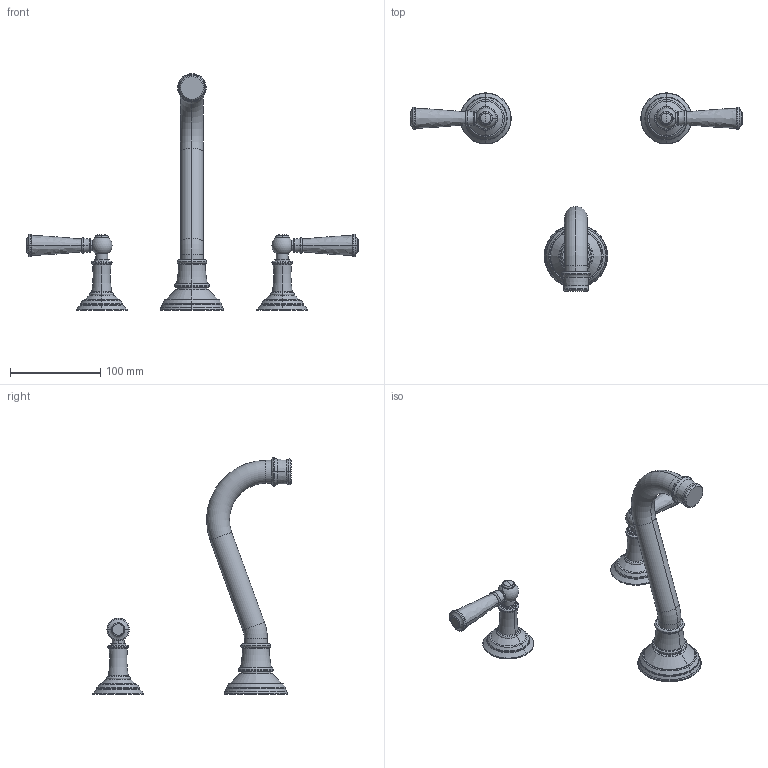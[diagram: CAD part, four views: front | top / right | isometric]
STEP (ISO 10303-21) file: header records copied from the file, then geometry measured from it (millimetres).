
FILE_DESCRIPTION((''),'2;1');
FILE_NAME('3-2475_SW0001','2020-12-01T16:18:16',('rsmith'),(''),'CREO PARAMETRIC BY PTC INC, 2018400','CREO PARAMETRIC BY PTC INC, 2018400','');
FILE_SCHEMA(('AUTOMOTIVE_DESIGN { 1 0 10303 214 1 1 1 1 }'));
Length unit declared in the file: inch
Products named in the file (1): 3-2475_SW0001
Bounding box: 367.67 x 219.91 x 262.19 mm (x, y, z)
Volume: 351747.5 mm3; surface area: 64564.6 mm2
Topology: 3 solids, 3 shells, 217 faces, 434 edges, 238 vertices
Faces by surface type: torus 130, cylinder 36, plane 25, bspline 10, sphere 8, cone 8
Entity records: 8921 total; most frequent: DIRECTION 1230, CARTESIAN_POINT 1157, ORIENTED_EDGE 860, PRESENTATION_STYLE_ASSIGNMENT 650, AXIS2_PLACEMENT_3D 593, STYLED_ITEM 433, CURVE_STYLE 430, EDGE_CURVE 430
